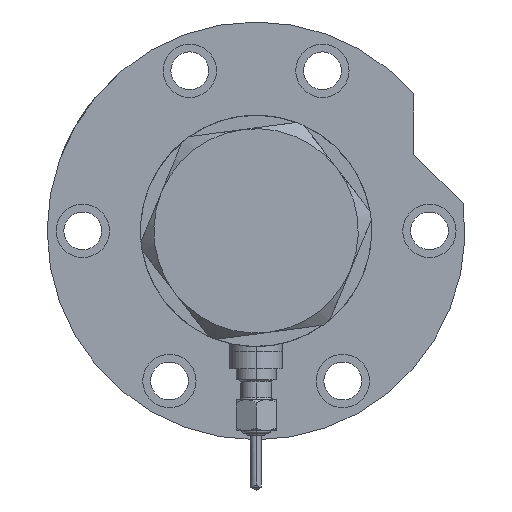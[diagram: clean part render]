
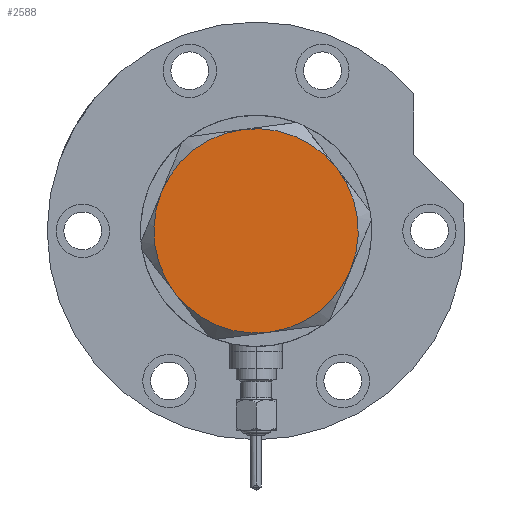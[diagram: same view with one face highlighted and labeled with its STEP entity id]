
A CAD part, left-side view. The second image highlights one B-rep face of the part: STEP entity #2588.
In plain terms, the highlighted face is planar.
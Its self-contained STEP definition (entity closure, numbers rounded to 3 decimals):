
#62 = AXIS2_PLACEMENT_3D ( 'NONE', #6288, #4297, #6374 ) ;
#174 = VERTEX_POINT ( 'NONE', #3618 ) ;
#362 = CARTESIAN_POINT ( 'NONE',  ( 0., 0., 9. ) ) ;
#472 = AXIS2_PLACEMENT_3D ( 'NONE', #362, #7826, #5194 ) ;
#551 = FACE_OUTER_BOUND ( 'NONE', #740, .T. ) ;
#740 = EDGE_LOOP ( 'NONE', ( #7040, #7015, #3970, #6084, #3389, #8383 ) ) ;
#871 = EDGE_CURVE ( 'NONE', #174, #7864, #994, .T. ) ;
#994 = CIRCLE ( 'NONE', #1937, 23. ) ;
#1067 = CARTESIAN_POINT ( 'NONE',  ( 0., 0., 9. ) ) ;
#1241 = DIRECTION ( 'NONE',  ( 0., 0., 1. ) ) ;
#1746 = VERTEX_POINT ( 'NONE', #1786 ) ;
#1786 = CARTESIAN_POINT ( 'NONE',  ( -11.5, -19.919, 9. ) ) ;
#1937 = AXIS2_PLACEMENT_3D ( 'NONE', #2526, #6495, #1978 ) ;
#1978 = DIRECTION ( 'NONE',  ( 1., 0., 0. ) ) ;
#2159 = EDGE_CURVE ( 'NONE', #7296, #2423, #7621, .T. ) ;
#2404 = AXIS2_PLACEMENT_3D ( 'NONE', #1067, #3663, #6299 ) ;
#2423 = VERTEX_POINT ( 'NONE', #3927 ) ;
#2525 = EDGE_CURVE ( 'NONE', #2423, #174, #3742, .T. ) ;
#2526 = CARTESIAN_POINT ( 'NONE',  ( 0., 0., 9. ) ) ;
#2588 = ADVANCED_FACE ( 'NONE', ( #551 ), #3135, .T. ) ;
#2683 = AXIS2_PLACEMENT_3D ( 'NONE', #7147, #1241, #3849 ) ;
#3087 = CIRCLE ( 'NONE', #2683, 23. ) ;
#3135 = PLANE ( 'NONE',  #3746 ) ;
#3176 = DIRECTION ( 'NONE',  ( 0., 0., 1. ) ) ;
#3389 = ORIENTED_EDGE ( 'NONE', *, *, #5181, .T. ) ;
#3618 = CARTESIAN_POINT ( 'NONE',  ( 11.5, 19.919, 9. ) ) ;
#3663 = DIRECTION ( 'NONE',  ( 0., 0., 1. ) ) ;
#3742 = CIRCLE ( 'NONE', #62, 23. ) ;
#3746 = AXIS2_PLACEMENT_3D ( 'NONE', #8439, #3176, #3949 ) ;
#3849 = DIRECTION ( 'NONE',  ( 1., 0., 0. ) ) ;
#3927 = CARTESIAN_POINT ( 'NONE',  ( 23., 0., 9. ) ) ;
#3949 = DIRECTION ( 'NONE',  ( 1., 0., 0. ) ) ;
#3970 = ORIENTED_EDGE ( 'NONE', *, *, #871, .T. ) ;
#4297 = DIRECTION ( 'NONE',  ( 0., 0., 1. ) ) ;
#4711 = CARTESIAN_POINT ( 'NONE',  ( -23., 0., 9. ) ) ;
#5181 = EDGE_CURVE ( 'NONE', #5935, #1746, #7072, .T. ) ;
#5194 = DIRECTION ( 'NONE',  ( 1., 0., 0. ) ) ;
#5935 = VERTEX_POINT ( 'NONE', #4711 ) ;
#5960 = CARTESIAN_POINT ( 'NONE',  ( 11.5, -19.919, 9. ) ) ;
#6084 = ORIENTED_EDGE ( 'NONE', *, *, #7507, .T. ) ;
#6267 = CIRCLE ( 'NONE', #2404, 23. ) ;
#6288 = CARTESIAN_POINT ( 'NONE',  ( 0., 0., 9. ) ) ;
#6299 = DIRECTION ( 'NONE',  ( 1., 0., 0. ) ) ;
#6363 = DIRECTION ( 'NONE',  ( 0., 0., 1. ) ) ;
#6374 = DIRECTION ( 'NONE',  ( 1., 0., 0. ) ) ;
#6413 = CARTESIAN_POINT ( 'NONE',  ( 0., 0., 9. ) ) ;
#6495 = DIRECTION ( 'NONE',  ( 0., 0., 1. ) ) ;
#6917 = EDGE_CURVE ( 'NONE', #1746, #7296, #3087, .T. ) ;
#7015 = ORIENTED_EDGE ( 'NONE', *, *, #2525, .T. ) ;
#7040 = ORIENTED_EDGE ( 'NONE', *, *, #2159, .T. ) ;
#7072 = CIRCLE ( 'NONE', #7509, 23. ) ;
#7147 = CARTESIAN_POINT ( 'NONE',  ( 0., 0., 9. ) ) ;
#7296 = VERTEX_POINT ( 'NONE', #5960 ) ;
#7507 = EDGE_CURVE ( 'NONE', #7864, #5935, #6267, .T. ) ;
#7509 = AXIS2_PLACEMENT_3D ( 'NONE', #6413, #6363, #8251 ) ;
#7621 = CIRCLE ( 'NONE', #472, 23. ) ;
#7826 = DIRECTION ( 'NONE',  ( 0., 0., 1. ) ) ;
#7864 = VERTEX_POINT ( 'NONE', #8419 ) ;
#8251 = DIRECTION ( 'NONE',  ( 1., 0., 0. ) ) ;
#8383 = ORIENTED_EDGE ( 'NONE', *, *, #6917, .T. ) ;
#8419 = CARTESIAN_POINT ( 'NONE',  ( -11.5, 19.919, 9. ) ) ;
#8439 = CARTESIAN_POINT ( 'NONE',  ( 0., 0., 9. ) ) ;
